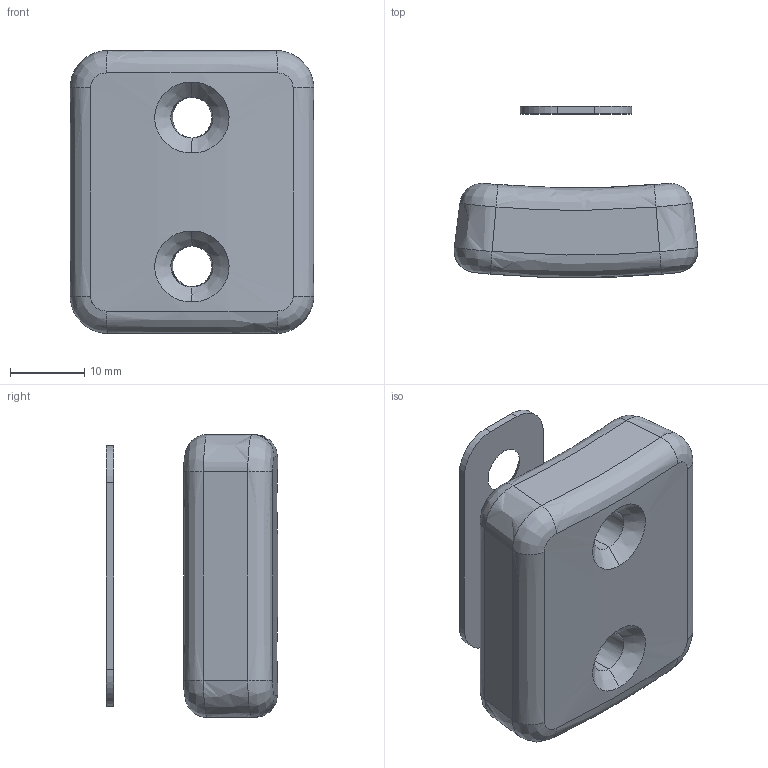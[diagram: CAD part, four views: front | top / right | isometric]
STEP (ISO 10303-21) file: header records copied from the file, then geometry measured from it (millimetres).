
FILE_DESCRIPTION (( 'STEP AP214' ), '1' );
FILE_NAME ('lion collar counterweight.STEP', '2020-08-25T09:35:32', ( '' ), ( '' ), 'SwSTEP 2.0', 'SolidWorks 2016', '' );
FILE_SCHEMA (( 'AUTOMOTIVE_DESIGN' ));
Length unit declared in the file: millimetre
Products named in the file (1): lion collar counterweight
Bounding box: 32.74 x 23 x 38 mm (x, y, z)
Volume: 13628.2 mm3; surface area: 4915.5 mm2
Topology: 2 solids, 2 shells, 48 faces, 112 edges, 68 vertices
Faces by surface type: bspline 30, plane 10, cone 4, cylinder 4
Entity records: 3174 total; most frequent: CARTESIAN_POINT 2222, ORIENTED_EDGE 224, EDGE_CURVE 112, DIRECTION 106, VERTEX_POINT 68, B_SPLINE_CURVE_WITH_KNOTS 60, EDGE_LOOP 56, FACE_OUTER_BOUND 48
